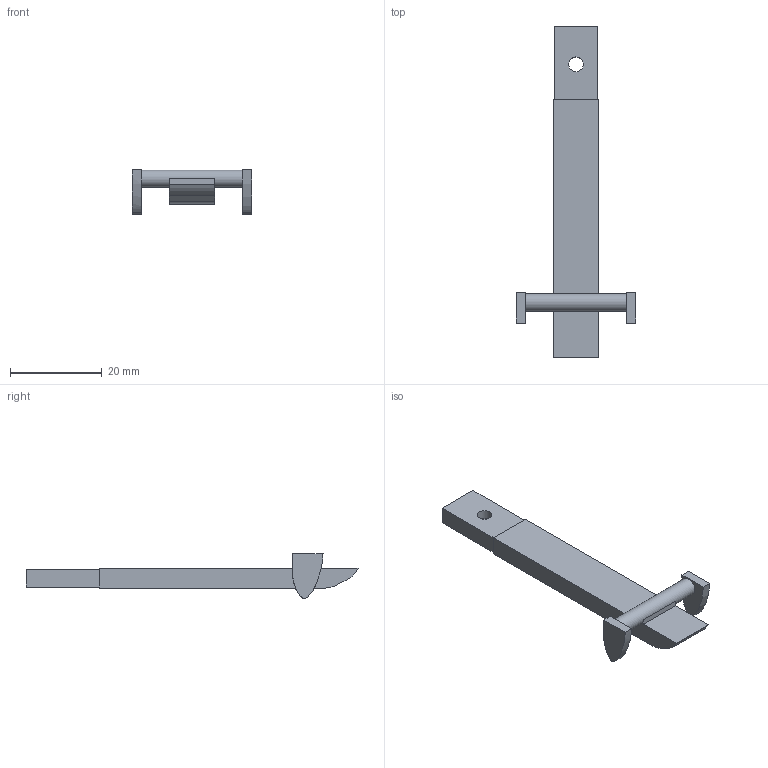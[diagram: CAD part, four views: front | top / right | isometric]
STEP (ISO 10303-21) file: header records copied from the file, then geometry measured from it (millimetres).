
FILE_DESCRIPTION(/* description */ (''),/* implementation_level */ '2;1');
FILE_NAME(/* name */ 'ControlRod.step',/* time_stamp */ '2025-11-11T23:36:04+01:00',/* author */ (''),/* organization */ (''),/* preprocessor_version */ 'ST-DEVELOPER v20.1',/* originating_system */ 'Autodesk Translation Framework v14.17.0.0',/* authorisation */ '');
FILE_SCHEMA (('AUTOMOTIVE_DESIGN { 1 0 10303 214 3 1 1 }'));
Length unit declared in the file: millimetre
Products named in the file (1): ControlRod
Bounding box: 26.08 x 72.3 x 9.69 mm (x, y, z)
Volume: 3147 mm3; surface area: 2575.4 mm2
Topology: 1 solids, 1 shells, 36 faces, 91 edges, 60 vertices
Faces by surface type: plane 26, bspline 6, cylinder 4
Full cylindrical faces by diameter (mm): 3.2 x1, 3.8 x1
Entity records: 1458 total; most frequent: CARTESIAN_POINT 602, ORIENTED_EDGE 182, DIRECTION 147, EDGE_CURVE 91, LINE 65, VECTOR 65, VERTEX_POINT 60, EDGE_LOOP 41
